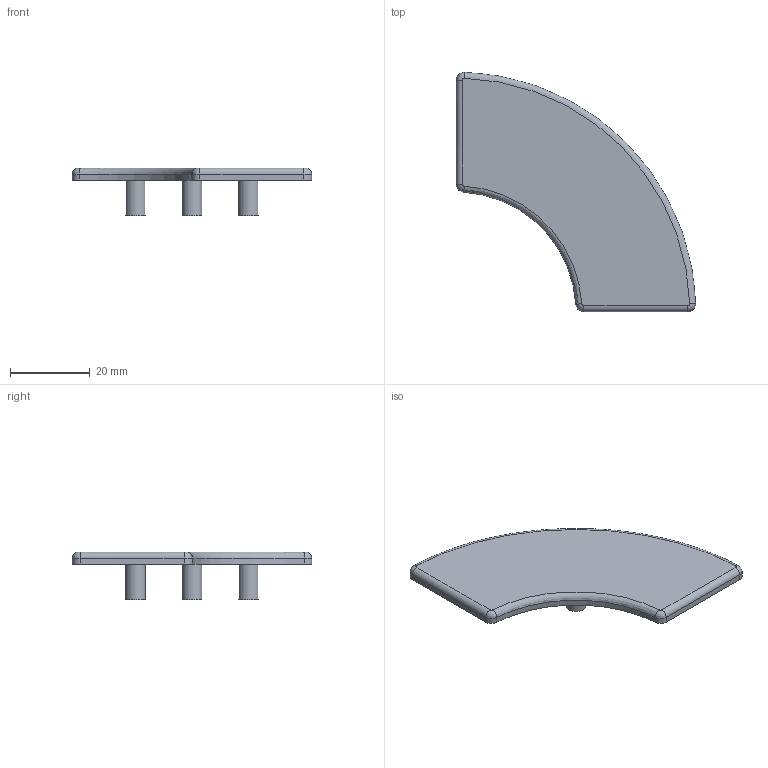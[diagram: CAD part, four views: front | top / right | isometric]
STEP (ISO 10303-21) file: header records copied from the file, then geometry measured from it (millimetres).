
FILE_DESCRIPTION(('STEP AP203'),'2;1');
FILE_NAME('18.016.00.stp','2011-09-08T18:05:03',(''),(''),'2009.3.110','THINKDESIGN','');
FILE_SCHEMA(('CONFIG_CONTROL_DESIGN'));
Length unit declared in the file: millimetre
Bounding box: 59.97 x 59.96 x 12 mm (x, y, z)
Volume: 6786.5 mm3; surface area: 5123.6 mm2
Topology: 1 solids, 1 shells, 24 faces, 55 edges, 36 vertices
Faces by surface type: cylinder 11, plane 7, bspline 6
Full cylindrical faces by diameter (mm): 5 x3
Entity records: 1135 total; most frequent: CARTESIAN_POINT 477, DIRECTION 127, ORIENTED_EDGE 110, AXIS2_PLACEMENT_3D 55, EDGE_CURVE 55, CIRCLE 37, VERTEX_POINT 36, EDGE_LOOP 27
